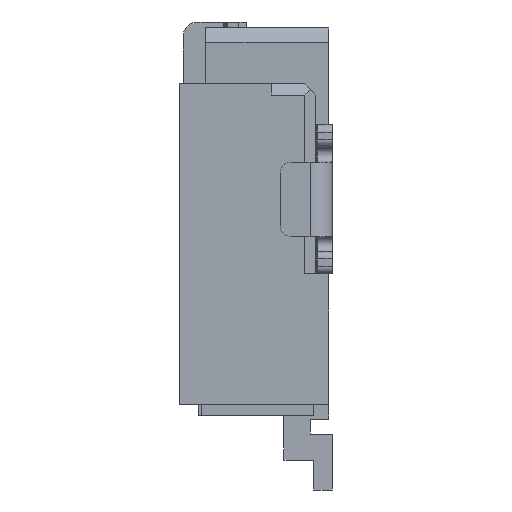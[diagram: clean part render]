
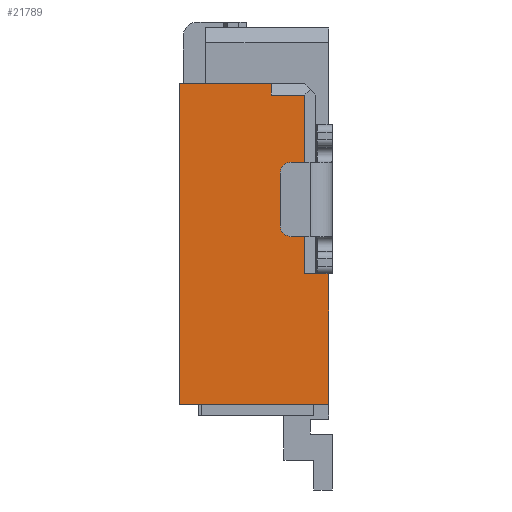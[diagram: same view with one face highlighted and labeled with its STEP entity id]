
A CAD part, left-side view. The second image highlights one B-rep face of the part: STEP entity #21789.
In plain terms, the highlighted planar face has unit normal (-1, 0, 0).
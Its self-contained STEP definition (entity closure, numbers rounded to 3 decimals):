
#4=DIRECTION('',(0.,-1.,0.));
#5=VECTOR('',#4,0.15);
#6=CARTESIAN_POINT('',(-8.65,-0.552,-3.38));
#7=LINE('',#6,#5);
#12=DIRECTION('',(0.,0.,-1.));
#13=VECTOR('',#12,1.75);
#14=CARTESIAN_POINT('',(-8.65,-0.702,-3.38));
#15=LINE('',#14,#13);
#19=DIRECTION('',(0.,1.,0.));
#20=VECTOR('',#19,2.);
#21=CARTESIAN_POINT('',(-8.65,-0.702,-5.13));
#22=LINE('',#21,#20);
#26=DIRECTION('',(0.,0.,1.));
#27=VECTOR('',#26,4.3);
#28=CARTESIAN_POINT('',(-8.65,1.298,-5.13));
#29=LINE('',#28,#27);
#33=DIRECTION('',(0.,-1.,0.));
#34=VECTOR('',#33,1.23);
#35=CARTESIAN_POINT('',(-8.65,1.298,-0.83));
#36=LINE('',#35,#34);
#40=DIRECTION('',(0.,0.,1.));
#41=VECTOR('',#40,0.15);
#42=CARTESIAN_POINT('',(-8.65,0.068,-0.98));
#43=LINE('',#42,#41);
#47=DIRECTION('',(0.,1.,0.));
#48=VECTOR('',#47,0.45);
#49=CARTESIAN_POINT('',(-8.65,-0.382,-0.98));
#50=LINE('',#49,#48);
#54=DIRECTION('',(0.,0.,1.));
#55=VECTOR('',#54,2.4);
#56=CARTESIAN_POINT('',(-8.65,-0.382,-3.38));
#57=LINE('',#56,#55);
#61=DIRECTION('',(0.,-1.,0.));
#62=VECTOR('',#61,0.17);
#63=CARTESIAN_POINT('',(-8.65,-0.382,-3.38));
#64=LINE('',#63,#62);
#18366=CARTESIAN_POINT('',(-8.65,-0.702,-5.13));
#18367=CARTESIAN_POINT('',(-8.65,1.298,-5.13));
#18368=VERTEX_POINT('',#18366);
#18369=VERTEX_POINT('',#18367);
#18370=CARTESIAN_POINT('',(-8.65,1.298,-0.83));
#18371=VERTEX_POINT('',#18370);
#18466=CARTESIAN_POINT('',(-8.65,-0.382,-3.38));
#18467=VERTEX_POINT('',#18466);
#18538=CARTESIAN_POINT('',(-8.65,0.068,-0.98));
#18539=CARTESIAN_POINT('',(-8.65,0.068,-0.83));
#18540=VERTEX_POINT('',#18538);
#18541=VERTEX_POINT('',#18539);
#18542=CARTESIAN_POINT('',(-8.65,-0.382,-0.98));
#18543=VERTEX_POINT('',#18542);
#18612=CARTESIAN_POINT('',(-8.65,-0.552,-3.38));
#18613=CARTESIAN_POINT('',(-8.65,-0.702,-3.38));
#18614=VERTEX_POINT('',#18612);
#18615=VERTEX_POINT('',#18613);
#21764=CARTESIAN_POINT('',(-8.65,0.,0.));
#21765=DIRECTION('',(1.,0.,0.));
#21766=DIRECTION('',(0.,0.,-1.));
#21767=AXIS2_PLACEMENT_3D('',#21764,#21765,#21766);
#21768=PLANE('',#21767);
#21770=ORIENTED_EDGE('',*,*,#21769,.T.);
#21772=ORIENTED_EDGE('',*,*,#21771,.T.);
#21774=ORIENTED_EDGE('',*,*,#21773,.T.);
#21776=ORIENTED_EDGE('',*,*,#21775,.T.);
#21778=ORIENTED_EDGE('',*,*,#21777,.T.);
#21780=ORIENTED_EDGE('',*,*,#21779,.F.);
#21782=ORIENTED_EDGE('',*,*,#21781,.F.);
#21784=ORIENTED_EDGE('',*,*,#21783,.F.);
#21786=ORIENTED_EDGE('',*,*,#21785,.T.);
#21787=EDGE_LOOP('',(#21770,#21772,#21774,#21776,#21778,#21780,#21782,#21784,
#21786));
#21788=FACE_OUTER_BOUND('',#21787,.F.);
#21769=EDGE_CURVE('',#18614,#18615,#7,.T.);
#21771=EDGE_CURVE('',#18615,#18368,#15,.T.);
#21773=EDGE_CURVE('',#18368,#18369,#22,.T.);
#21775=EDGE_CURVE('',#18369,#18371,#29,.T.);
#21777=EDGE_CURVE('',#18371,#18541,#36,.T.);
#21779=EDGE_CURVE('',#18540,#18541,#43,.T.);
#21781=EDGE_CURVE('',#18543,#18540,#50,.T.);
#21783=EDGE_CURVE('',#18467,#18543,#57,.T.);
#21785=EDGE_CURVE('',#18467,#18614,#64,.T.);
#21789=ADVANCED_FACE('',(#21788),#21768,.F.);
